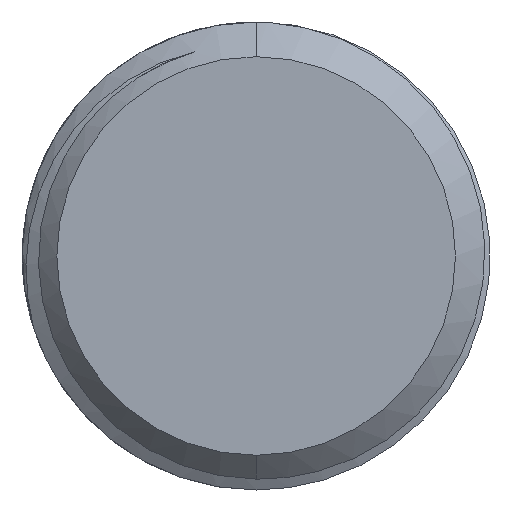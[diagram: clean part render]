
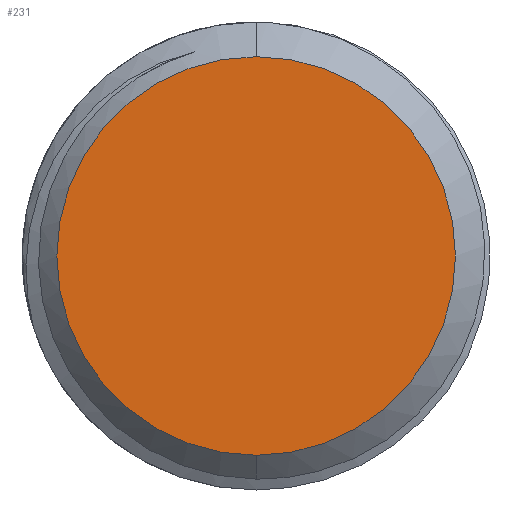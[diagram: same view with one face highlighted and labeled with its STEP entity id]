
A CAD part, front view. The second image highlights one B-rep face of the part: STEP entity #231.
In plain terms, the highlighted planar face has unit normal (0, -1, 0).
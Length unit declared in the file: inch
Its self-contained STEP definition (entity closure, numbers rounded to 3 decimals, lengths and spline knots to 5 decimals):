
#56 = AXIS2_PLACEMENT_3D ( 'NONE', #675, #1962, #855 ) ;
#111 = EDGE_CURVE ( 'NONE', #1265, #1395, #1446, .T. ) ;
#231 = ADVANCED_FACE ( 'NONE', ( #1465 ), #1565, .F. ) ;
#543 = CARTESIAN_POINT ( 'NONE',  ( 0., 0., -0.2875 ) ) ;
#574 = CARTESIAN_POINT ( 'NONE',  ( 0., 0., 0. ) ) ;
#580 = DIRECTION ( 'NONE',  ( 0., 1., 0. ) ) ;
#650 = DIRECTION ( 'NONE',  ( 0., 0., 1. ) ) ;
#675 = CARTESIAN_POINT ( 'NONE',  ( 0., 0., 0. ) ) ;
#761 = CIRCLE ( 'NONE', #56, 0.2875 ) ;
#800 = AXIS2_PLACEMENT_3D ( 'NONE', #1906, #1553, #1545 ) ;
#855 = DIRECTION ( 'NONE',  ( 0., 0., 1. ) ) ;
#1189 = ORIENTED_EDGE ( 'NONE', *, *, #2079, .F. ) ;
#1265 = VERTEX_POINT ( 'NONE', #543 ) ;
#1268 = CARTESIAN_POINT ( 'NONE',  ( 0., 0., 0.2875 ) ) ;
#1395 = VERTEX_POINT ( 'NONE', #1268 ) ;
#1446 = CIRCLE ( 'NONE', #1601, 0.2875 ) ;
#1465 = FACE_OUTER_BOUND ( 'NONE', #1948, .T. ) ;
#1545 = DIRECTION ( 'NONE',  ( 0., 0., 1. ) ) ;
#1553 = DIRECTION ( 'NONE',  ( 0., 1., 0. ) ) ;
#1565 = PLANE ( 'NONE',  #800 ) ;
#1601 = AXIS2_PLACEMENT_3D ( 'NONE', #574, #580, #650 ) ;
#1805 = ORIENTED_EDGE ( 'NONE', *, *, #111, .F. ) ;
#1906 = CARTESIAN_POINT ( 'NONE',  ( 0., 0., 0. ) ) ;
#1948 = EDGE_LOOP ( 'NONE', ( #1189, #1805 ) ) ;
#1962 = DIRECTION ( 'NONE',  ( 0., 1., 0. ) ) ;
#2079 = EDGE_CURVE ( 'NONE', #1395, #1265, #761, .T. ) ;
